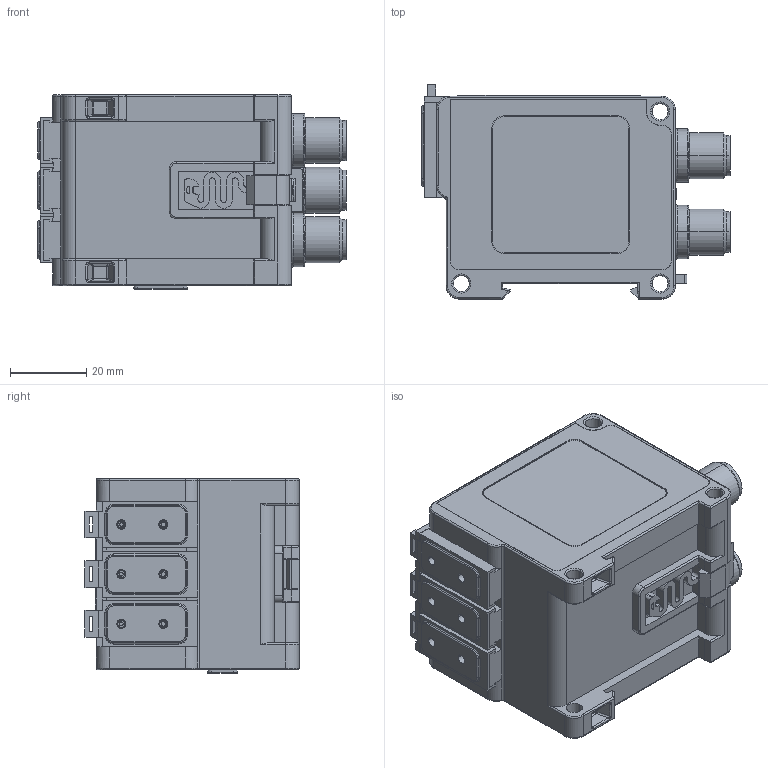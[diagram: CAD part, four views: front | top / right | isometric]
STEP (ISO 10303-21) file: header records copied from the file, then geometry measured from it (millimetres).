
FILE_DESCRIPTION (( 'STEP AP214' ), '1' );
FILE_NAME ('OPT2042.STEP', '2016-02-24T14:09:05', ( '' ), ( '' ), 'SwSTEP 2.0', 'SolidWorks 2014', '' );
FILE_SCHEMA (( 'AUTOMOTIVE_DESIGN' ));
Length unit declared in the file: inch
Products named in the file (1): OPT2042
Bounding box: 80.6 x 56 x 50.95 mm (x, y, z)
Volume: 153756.7 mm3; surface area: 27568.1 mm2
Topology: 1 solids, 6 shells, 1407 faces, 3592 edges, 2296 vertices
Faces by surface type: plane 663, cylinder 441, torus 112, bspline 100, cone 83, sphere 8
Entity records: 63688 total; most frequent: CARTESIAN_POINT 11283, ORIENTED_EDGE 7156, DIRECTION 7047, EDGE_CURVE 3578, AXIS2_PLACEMENT_3D 2460, VERTEX_POINT 2296, VECTOR 2127, LINE 2127
